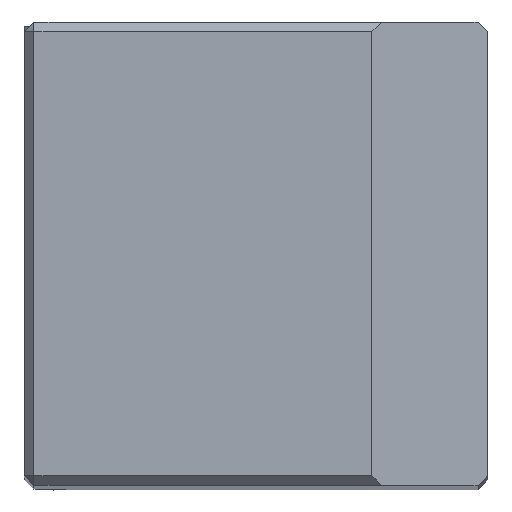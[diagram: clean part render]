
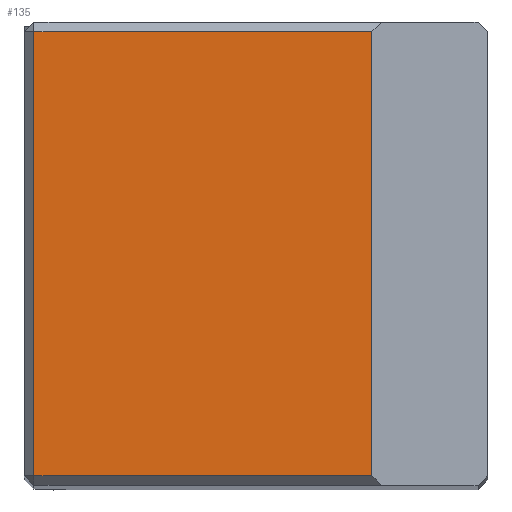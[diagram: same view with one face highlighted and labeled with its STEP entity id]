
A CAD part, top view. The second image highlights one B-rep face of the part: STEP entity #135.
In plain terms, the highlighted planar face has unit normal (0, 0, 1).
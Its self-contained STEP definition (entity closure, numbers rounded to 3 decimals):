
#135=ADVANCED_FACE('',(#204),#175,.T.);
#175=PLANE('',#865);
#204=FACE_OUTER_BOUND('',#238,.T.);
#238=EDGE_LOOP('',(#348,#349,#350,#351));
#348=ORIENTED_EDGE('',*,*,#586,.F.);
#349=ORIENTED_EDGE('',*,*,#587,.T.);
#350=ORIENTED_EDGE('',*,*,#588,.T.);
#351=ORIENTED_EDGE('',*,*,#589,.T.);
#516=VERTEX_POINT('',#1230);
#517=VERTEX_POINT('',#1231);
#518=VERTEX_POINT('',#1233);
#519=VERTEX_POINT('',#1235);
#586=EDGE_CURVE('',#516,#517,#675,.T.);
#587=EDGE_CURVE('',#516,#518,#676,.T.);
#588=EDGE_CURVE('',#518,#519,#677,.T.);
#589=EDGE_CURVE('',#519,#517,#678,.T.);
#675=LINE('',#1229,#747);
#676=LINE('',#1232,#748);
#677=LINE('',#1234,#749);
#678=LINE('',#1236,#750);
#747=VECTOR('',#994,1.);
#748=VECTOR('',#995,1.);
#749=VECTOR('',#996,1.);
#750=VECTOR('',#997,1.);
#865=AXIS2_PLACEMENT_3D('',#1237,#998,#999);
#994=DIRECTION('',(0.,-1.,0.));
#995=DIRECTION('',(-1.,0.,0.));
#996=DIRECTION('',(0.,-1.,0.));
#997=DIRECTION('',(1.,0.,0.));
#998=DIRECTION('',(0.,0.,1.));
#999=DIRECTION('',(0.,-1.,0.));
#1229=CARTESIAN_POINT('',(9.005,0.,0.));
#1230=CARTESIAN_POINT('',(9.005,11.75,0.));
#1231=CARTESIAN_POINT('',(9.005,0.25,0.));
#1232=CARTESIAN_POINT('',(6.005,11.75,0.));
#1233=CARTESIAN_POINT('',(0.255,11.75,0.));
#1234=CARTESIAN_POINT('',(0.255,0.,0.));
#1235=CARTESIAN_POINT('',(0.255,0.25,0.));
#1236=CARTESIAN_POINT('',(6.005,0.25,0.));
#1237=CARTESIAN_POINT('',(6.005,0.,0.));
